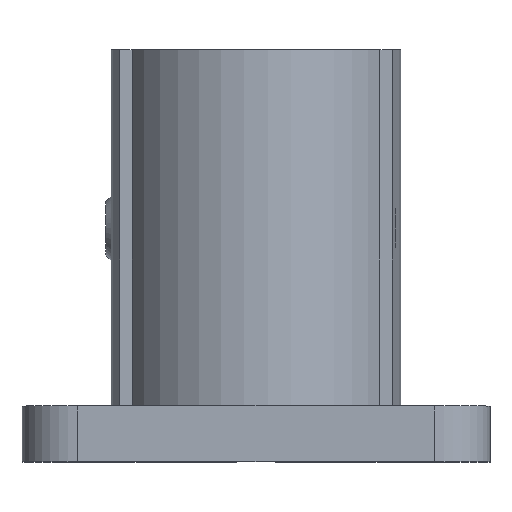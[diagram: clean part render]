
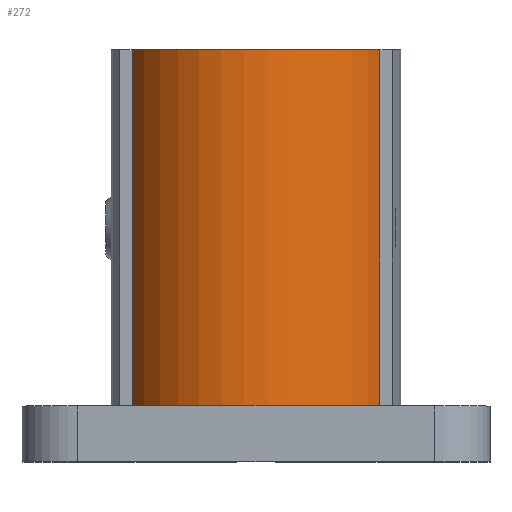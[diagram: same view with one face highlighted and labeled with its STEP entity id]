
A CAD part, top view. The second image highlights one B-rep face of the part: STEP entity #272.
In plain terms, the highlighted cylindrical face has radius 12.5 mm (diameter 25 mm), a partial arc.
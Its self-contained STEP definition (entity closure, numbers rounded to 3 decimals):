
#272 = ADVANCED_FACE( '', ( #586 ), #587, .T. );
#586 = FACE_OUTER_BOUND( '', #918, .T. );
#587 = CYLINDRICAL_SURFACE( '', #919, 12.5 );
#918 = EDGE_LOOP( '', ( #1690, #1691, #1692, #1693 ) );
#919 = AXIS2_PLACEMENT_3D( '', #1694, #1695, #1696 );
#1690 = ORIENTED_EDGE( '', *, *, #2168, .F. );
#1691 = ORIENTED_EDGE( '', *, *, #2024, .F. );
#1692 = ORIENTED_EDGE( '', *, *, #2188, .F. );
#1693 = ORIENTED_EDGE( '', *, *, #2189, .F. );
#1694 = CARTESIAN_POINT( '', ( 0., 37., 0. ) );
#1695 = DIRECTION( '', ( 0., 1., 0. ) );
#1696 = DIRECTION( '', ( 0., 0., -1. ) );
#2024 = EDGE_CURVE( '', #2474, #2475, #2476, .T. );
#2168 = EDGE_CURVE( '', #2475, #2682, #2685, .T. );
#2188 = EDGE_CURVE( '', #2707, #2474, #2708, .F. );
#2189 = EDGE_CURVE( '', #2682, #2707, #2709, .F. );
#2474 = VERTEX_POINT( '', #3108 );
#2475 = VERTEX_POINT( '', #3109 );
#2476 = CIRCLE( '', #3110, 12.5 );
#2682 = VERTEX_POINT( '', #3406 );
#2685 = LINE( '', #3411, #3412 );
#2707 = VERTEX_POINT( '', #3440 );
#2708 = LINE( '', #3441, #3442 );
#2709 = CIRCLE( '', #3443, 12.5 );
#3108 = CARTESIAN_POINT( '', ( -11.125, 37., 5.7 ) );
#3109 = CARTESIAN_POINT( '', ( 11.125, 37., 5.7 ) );
#3110 = AXIS2_PLACEMENT_3D( '', #3645, #3646, #3647 );
#3406 = CARTESIAN_POINT( '', ( 11.125, 5., 5.7 ) );
#3411 = CARTESIAN_POINT( '', ( 11.125, 37., 5.7 ) );
#3412 = VECTOR( '', #3828, 1000. );
#3440 = CARTESIAN_POINT( '', ( -11.125, 5., 5.7 ) );
#3441 = CARTESIAN_POINT( '', ( -11.125, 37., 5.7 ) );
#3442 = VECTOR( '', #3841, 1000. );
#3443 = AXIS2_PLACEMENT_3D( '', #3842, #3843, #3844 );
#3645 = CARTESIAN_POINT( '', ( 0., 37., 0. ) );
#3646 = DIRECTION( '', ( 0., 1., 0. ) );
#3647 = DIRECTION( '', ( 1., 0., 0. ) );
#3828 = DIRECTION( '', ( 0., -1., 0. ) );
#3841 = DIRECTION( '', ( 0., -1., 0. ) );
#3842 = CARTESIAN_POINT( '', ( 0., 5., 0. ) );
#3843 = DIRECTION( '', ( 0., 1., 0. ) );
#3844 = DIRECTION( '', ( 0., 0., 1. ) );
